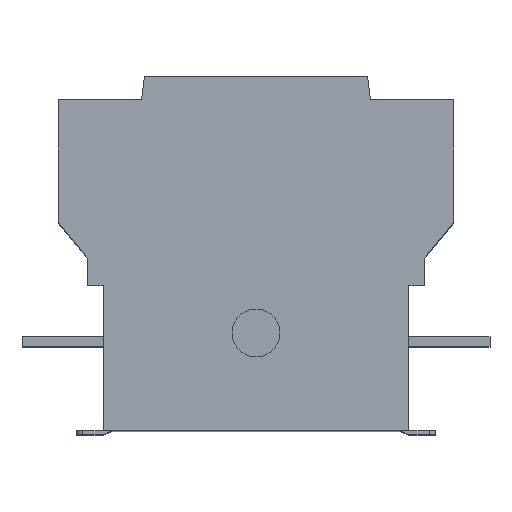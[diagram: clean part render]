
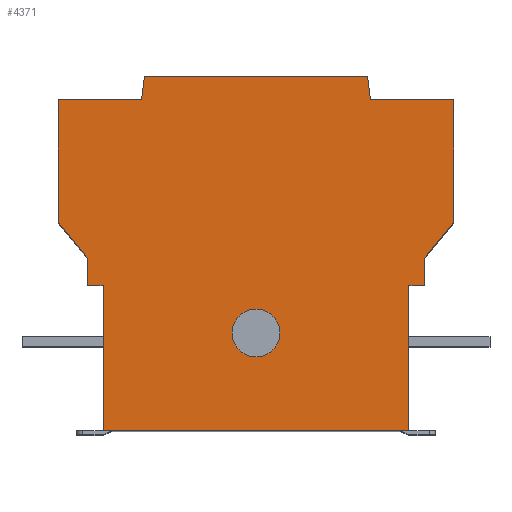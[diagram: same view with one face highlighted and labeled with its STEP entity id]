
A CAD part, top view. The second image highlights one B-rep face of the part: STEP entity #4371.
In plain terms, the highlighted planar face has unit normal (0, 0, 1).
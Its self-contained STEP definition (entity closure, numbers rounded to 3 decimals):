
#147=DIRECTION('',(0.,-1.,0.));
#148=VECTOR('',#147,60.3);
#149=CARTESIAN_POINT('',(253.566,268.033,245.));
#150=LINE('',#149,#148);
#154=DIRECTION('',(-1.,0.,0.));
#155=VECTOR('',#154,40.85);
#156=CARTESIAN_POINT('',(294.416,268.033,245.));
#157=LINE('',#156,#155);
#161=DIRECTION('',(-0.121,-0.993,0.));
#162=VECTOR('',#161,11.585);
#163=CARTESIAN_POINT('',(295.816,279.533,245.));
#164=LINE('',#163,#162);
#168=DIRECTION('',(-1.,0.,0.));
#169=VECTOR('',#168,109.5);
#170=CARTESIAN_POINT('',(405.316,279.533,245.));
#171=LINE('',#170,#169);
#175=DIRECTION('',(-0.121,0.993,0.));
#176=VECTOR('',#175,11.585);
#177=CARTESIAN_POINT('',(406.716,268.033,245.));
#178=LINE('',#177,#176);
#182=DIRECTION('',(-1.,0.,0.));
#183=VECTOR('',#182,40.85);
#184=CARTESIAN_POINT('',(447.566,268.033,245.));
#185=LINE('',#184,#183);
#189=DIRECTION('',(0.,1.,0.));
#190=VECTOR('',#189,60.3);
#191=CARTESIAN_POINT('',(447.566,207.733,245.));
#192=LINE('',#191,#190);
#196=DIRECTION('',(0.634,0.774,0.));
#197=VECTOR('',#196,22.49);
#198=CARTESIAN_POINT('',(433.316,190.333,245.));
#199=LINE('',#198,#197);
#203=DIRECTION('',(0.,1.,0.));
#204=VECTOR('',#203,13.3);
#205=CARTESIAN_POINT('',(433.316,177.033,245.));
#206=LINE('',#205,#204);
#210=DIRECTION('',(1.,0.,0.));
#211=VECTOR('',#210,7.75);
#212=CARTESIAN_POINT('',(425.566,177.033,245.));
#213=LINE('',#212,#211);
#217=DIRECTION('',(0.,1.,0.));
#218=VECTOR('',#217,71.5);
#219=CARTESIAN_POINT('',(425.566,105.533,245.));
#220=LINE('',#219,#218);
#224=DIRECTION('',(1.,0.,0.));
#225=VECTOR('',#224,150.);
#226=CARTESIAN_POINT('',(275.566,105.533,245.));
#227=LINE('',#226,#225);
#231=DIRECTION('',(0.,-1.,0.));
#232=VECTOR('',#231,71.5);
#233=CARTESIAN_POINT('',(275.566,177.033,245.));
#234=LINE('',#233,#232);
#238=DIRECTION('',(1.,0.,0.));
#239=VECTOR('',#238,7.75);
#240=CARTESIAN_POINT('',(267.816,177.033,245.));
#241=LINE('',#240,#239);
#245=DIRECTION('',(0.,-1.,0.));
#246=VECTOR('',#245,13.3);
#247=CARTESIAN_POINT('',(267.816,190.333,245.));
#248=LINE('',#247,#246);
#252=DIRECTION('',(0.634,-0.774,0.));
#253=VECTOR('',#252,22.49);
#254=CARTESIAN_POINT('',(253.566,207.733,245.));
#255=LINE('',#254,#253);
#259=CARTESIAN_POINT('',(350.566,153.533,245.));
#260=DIRECTION('',(0.,0.,-1.));
#261=DIRECTION('',(-1.,0.,0.));
#262=AXIS2_PLACEMENT_3D('',#259,#260,#261);
#267=CARTESIAN_POINT('',(350.566,153.533,245.));
#268=DIRECTION('',(0.,0.,-1.));
#269=DIRECTION('',(1.,0.,0.));
#270=AXIS2_PLACEMENT_3D('',#267,#268,#269);
#3747=CARTESIAN_POINT('',(433.316,177.033,245.));
#3748=VERTEX_POINT('',#3747);
#3749=CARTESIAN_POINT('',(425.566,177.033,245.));
#3750=VERTEX_POINT('',#3749);
#3751=CARTESIAN_POINT('',(433.316,190.333,245.));
#3753=VERTEX_POINT('',#3751);
#3756=CARTESIAN_POINT('',(447.566,207.733,245.));
#3758=VERTEX_POINT('',#3756);
#3759=CARTESIAN_POINT('',(447.566,268.033,245.));
#3761=VERTEX_POINT('',#3759);
#3763=CARTESIAN_POINT('',(406.716,268.033,245.));
#3765=VERTEX_POINT('',#3763);
#3767=CARTESIAN_POINT('',(405.316,279.533,245.));
#3769=VERTEX_POINT('',#3767);
#3771=CARTESIAN_POINT('',(295.816,279.533,245.));
#3773=VERTEX_POINT('',#3771);
#3775=CARTESIAN_POINT('',(294.416,268.033,245.));
#3777=VERTEX_POINT('',#3775);
#3779=CARTESIAN_POINT('',(253.566,268.033,245.));
#3781=VERTEX_POINT('',#3779);
#4103=CARTESIAN_POINT('',(275.566,105.533,245.));
#4104=CARTESIAN_POINT('',(425.566,105.533,245.));
#4105=VERTEX_POINT('',#4103);
#4106=VERTEX_POINT('',#4104);
#4119=CARTESIAN_POINT('',(275.566,177.033,245.));
#4120=VERTEX_POINT('',#4119);
#4121=CARTESIAN_POINT('',(267.816,177.033,245.));
#4122=VERTEX_POINT('',#4121);
#4123=CARTESIAN_POINT('',(267.816,190.333,245.));
#4124=VERTEX_POINT('',#4123);
#4125=CARTESIAN_POINT('',(253.566,207.733,245.));
#4126=VERTEX_POINT('',#4125);
#4127=CARTESIAN_POINT('',(338.816,153.533,245.));
#4129=VERTEX_POINT('',#4127);
#4133=CARTESIAN_POINT('',(362.316,153.533,245.));
#4134=VERTEX_POINT('',#4133);
#4327=CARTESIAN_POINT('',(350.566,192.533,245.));
#4328=DIRECTION('',(0.,0.,1.));
#4329=DIRECTION('',(-1.,0.,0.));
#4330=AXIS2_PLACEMENT_3D('',#4327,#4328,#4329);
#4331=PLANE('',#4330);
#4333=ORIENTED_EDGE('',*,*,#4332,.F.);
#4335=ORIENTED_EDGE('',*,*,#4334,.F.);
#4337=ORIENTED_EDGE('',*,*,#4336,.F.);
#4339=ORIENTED_EDGE('',*,*,#4338,.F.);
#4341=ORIENTED_EDGE('',*,*,#4340,.F.);
#4343=ORIENTED_EDGE('',*,*,#4342,.F.);
#4345=ORIENTED_EDGE('',*,*,#4344,.F.);
#4347=ORIENTED_EDGE('',*,*,#4346,.F.);
#4349=ORIENTED_EDGE('',*,*,#4348,.F.);
#4351=ORIENTED_EDGE('',*,*,#4350,.F.);
#4352=ORIENTED_EDGE('',*,*,#4274,.F.);
#4354=ORIENTED_EDGE('',*,*,#4353,.F.);
#4356=ORIENTED_EDGE('',*,*,#4355,.F.);
#4358=ORIENTED_EDGE('',*,*,#4357,.F.);
#4360=ORIENTED_EDGE('',*,*,#4359,.F.);
#4362=ORIENTED_EDGE('',*,*,#4361,.F.);
#4363=EDGE_LOOP('',(#4333,#4335,#4337,#4339,#4341,#4343,#4345,#4347,#4349,#4351,
#4352,#4354,#4356,#4358,#4360,#4362));
#4364=FACE_OUTER_BOUND('',#4363,.F.);
#4366=ORIENTED_EDGE('',*,*,#4365,.F.);
#4368=ORIENTED_EDGE('',*,*,#4367,.F.);
#4369=EDGE_LOOP('',(#4366,#4368));
#4370=FACE_BOUND('',#4369,.F.);
#4371=ADVANCED_FACE('',(#4364,#4370),#4331,.T.);
#263=CIRCLE('',#262,11.75);
#271=CIRCLE('',#270,11.75);
#4274=EDGE_CURVE('',#4106,#3750,#220,.T.);
#4332=EDGE_CURVE('',#3781,#4126,#150,.T.);
#4334=EDGE_CURVE('',#3777,#3781,#157,.T.);
#4336=EDGE_CURVE('',#3773,#3777,#164,.T.);
#4338=EDGE_CURVE('',#3769,#3773,#171,.T.);
#4340=EDGE_CURVE('',#3765,#3769,#178,.T.);
#4342=EDGE_CURVE('',#3761,#3765,#185,.T.);
#4344=EDGE_CURVE('',#3758,#3761,#192,.T.);
#4346=EDGE_CURVE('',#3753,#3758,#199,.T.);
#4348=EDGE_CURVE('',#3748,#3753,#206,.T.);
#4350=EDGE_CURVE('',#3750,#3748,#213,.T.);
#4353=EDGE_CURVE('',#4105,#4106,#227,.T.);
#4355=EDGE_CURVE('',#4120,#4105,#234,.T.);
#4357=EDGE_CURVE('',#4122,#4120,#241,.T.);
#4359=EDGE_CURVE('',#4124,#4122,#248,.T.);
#4361=EDGE_CURVE('',#4126,#4124,#255,.T.);
#4365=EDGE_CURVE('',#4129,#4134,#263,.T.);
#4367=EDGE_CURVE('',#4134,#4129,#271,.T.);
